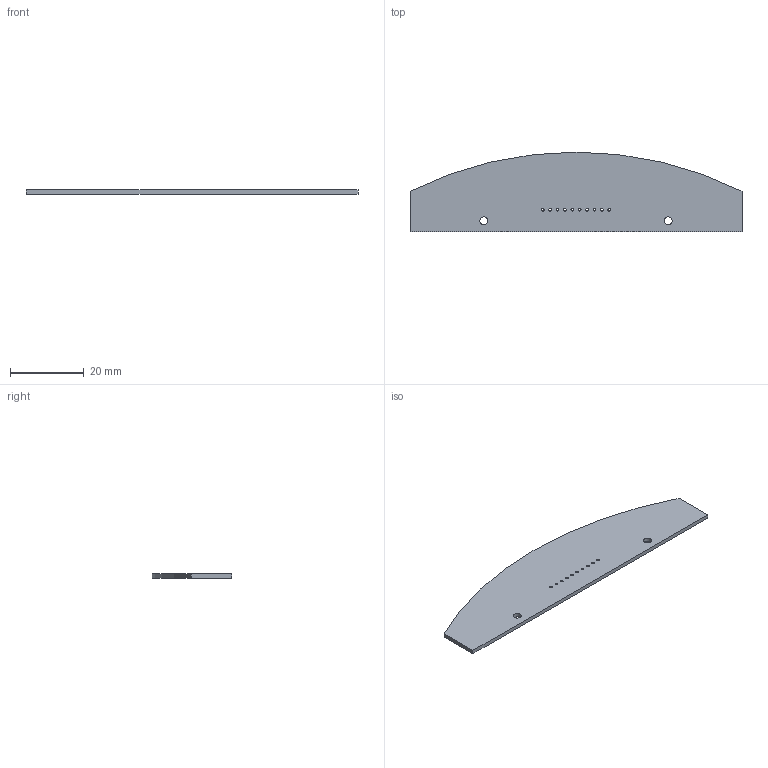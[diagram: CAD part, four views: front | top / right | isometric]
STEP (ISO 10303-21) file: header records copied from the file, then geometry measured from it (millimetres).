
FILE_DESCRIPTION(('KiCad electronic assembly'),'2;1');
FILE_NAME('Sensor.step','2022-09-08T22:29:49',('Pcbnew'),('Kicad'), 'Open CASCADE STEP processor 7.6','KiCad to STEP converter','Unknown' );
FILE_SCHEMA(('AUTOMOTIVE_DESIGN { 1 0 10303 214 1 1 1 1 }'));
Length unit declared in the file: millimetre
Products named in the file (2): Sensor 1; Sensor PCB
Assembly tree (1 placements, depth 2):
  Sensor 1
    Sensor PCB
Bounding box: 90 x 21.6 x 1.09 mm (x, y, z)
Volume: 1767.3 mm3; surface area: 3506.7 mm2
Topology: 1 solids, 1 shells, 18 faces, 48 edges, 32 vertices
Faces by surface type: cylinder 13, plane 5
Full cylindrical faces by diameter (mm): 0.75 x10, 2.1 x2
Entity records: 1297 total; most frequent: DIRECTION 210, CARTESIAN_POINT 196, ORIENTED_EDGE 96, PCURVE 96, DEFINITIONAL_REPRESENTATION 96, LINE 92, VECTOR 92, CIRCLE 52
